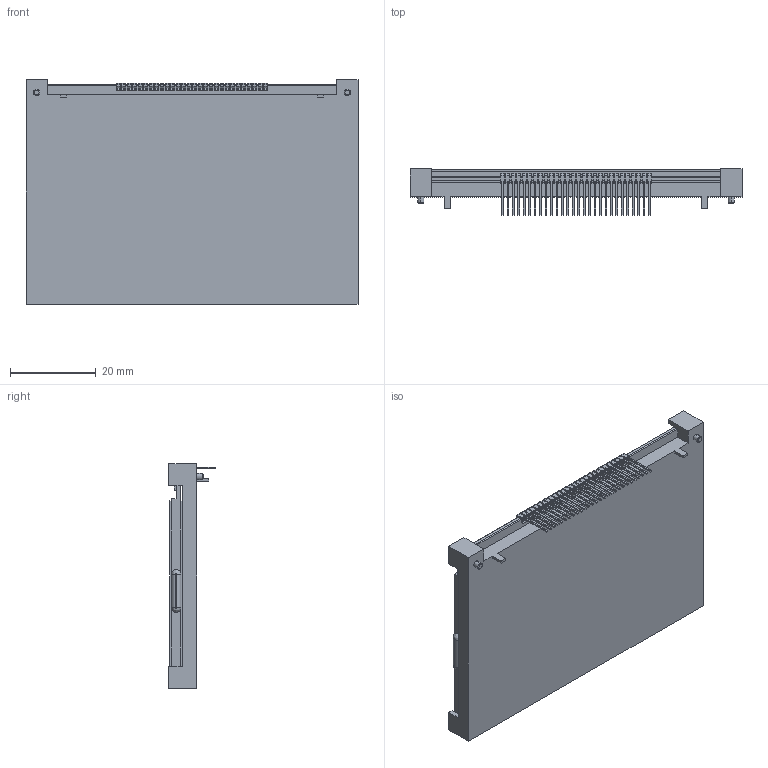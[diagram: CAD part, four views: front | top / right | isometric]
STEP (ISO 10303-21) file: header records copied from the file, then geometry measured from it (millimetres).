
FILE_DESCRIPTION((''),'2;1');
FILE_NAME('14469_ASM','2021-09-03T',('caizhe'),(''),'PRO/ENGINEER BY PARAMETRIC TECHNOLOGY CORPORATION, 2005030','PRO/ENGINEER BY PARAMETRIC TECHNOLOGY CORPORATION, 2005030','');
FILE_SCHEMA(('CONFIG_CONTROL_DESIGN'));
Length unit declared in the file: millimetre
Products named in the file (4): 14469LED; 14469LCD; 14469PIN; 14469_ASM
Assembly tree (30 placements, depth 2):
  14469_ASM
    14469LED
    14469LCD
    14469PIN  x28
Bounding box: 77.4 x 10.82 x 52.4 mm (x, y, z)
Volume: 22906.2 mm3; surface area: 17668 mm2
Topology: 30 solids, 30 shells, 821 faces, 2260 edges, 1504 vertices
Faces by surface type: plane 585, cylinder 230, cone 4, bspline 2
Entity records: 4022 total; most frequent: CARTESIAN_POINT 731, DIRECTION 656, ORIENTED_EDGE 632, EDGE_CURVE 316, VECTOR 278, LINE 278, VERTEX_POINT 208, AXIS2_PLACEMENT_3D 189
